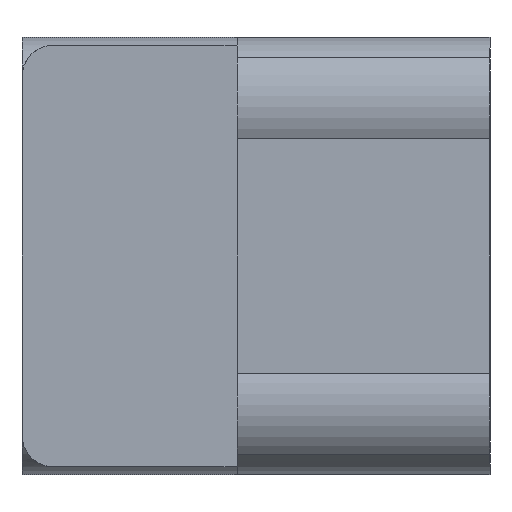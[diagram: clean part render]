
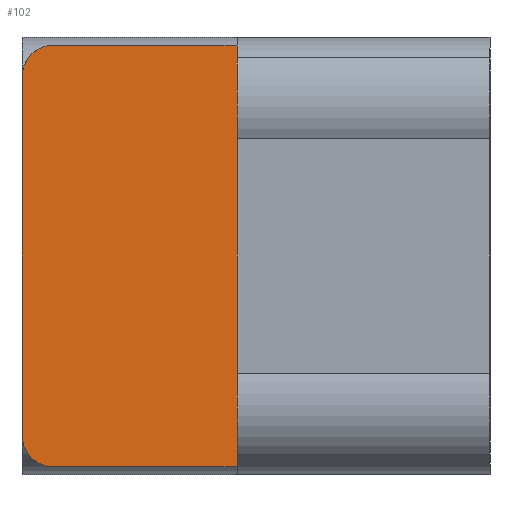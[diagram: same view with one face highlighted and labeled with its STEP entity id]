
A CAD part, left-side view. The second image highlights one B-rep face of the part: STEP entity #102.
In plain terms, the highlighted planar face has unit normal (-1, 0, 0).
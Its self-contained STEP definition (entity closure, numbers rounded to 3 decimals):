
#102=ADVANCED_FACE('',(#179),#180,.F.);
#179=FACE_OUTER_BOUND('',#285,.T.);
#180=PLANE('',#286);
#285=EDGE_LOOP('',(#533,#534,#535,#536,#537,#538));
#286=AXIS2_PLACEMENT_3D('',#539,#540,#541);
#533=ORIENTED_EDGE('',*,*,#805,.F.);
#534=ORIENTED_EDGE('',*,*,#806,.F.);
#535=ORIENTED_EDGE('',*,*,#799,.F.);
#536=ORIENTED_EDGE('',*,*,#807,.T.);
#537=ORIENTED_EDGE('',*,*,#803,.F.);
#538=ORIENTED_EDGE('',*,*,#808,.T.);
#539=CARTESIAN_POINT('',(-8.0,21.846,0.));
#540=DIRECTION('',(1.0,0.0,0.));
#541=DIRECTION('',(0.,0.0,-1.0));
#799=EDGE_CURVE('',#983,#985,#986,.T.);
#803=EDGE_CURVE('',#991,#993,#994,.T.);
#805=EDGE_CURVE('',#996,#997,#998,.T.);
#806=EDGE_CURVE('',#985,#996,#999,.T.);
#807=EDGE_CURVE('',#983,#993,#1000,.T.);
#808=EDGE_CURVE('',#991,#997,#1001,.T.);
#983=VERTEX_POINT('',#1383);
#985=VERTEX_POINT('',#1386);
#986=CIRCLE('',#1387,3.0);
#991=VERTEX_POINT('',#1415);
#993=VERTEX_POINT('',#1418);
#994=CIRCLE('',#1419,3.0);
#996=VERTEX_POINT('',#1422);
#997=VERTEX_POINT('',#1423);
#998=LINE('',#1424,#1425);
#999=LINE('',#1426,#1427);
#1000=LINE('',#1428,#1429);
#1001=LINE('',#1430,#1431);
#1383=CARTESIAN_POINT('',(-8.0,44.4,17.0));
#1386=CARTESIAN_POINT('',(-8.0,41.4,20.0));
#1387=AXIS2_PLACEMENT_3D('',#1646,#1647,#1648);
#1415=CARTESIAN_POINT('',(-8.0,41.4,-20.0));
#1418=CARTESIAN_POINT('',(-8.0,44.4,-17.0));
#1419=AXIS2_PLACEMENT_3D('',#1651,#1652,#1653);
#1422=CARTESIAN_POINT('',(-8.0,24.0,20.0));
#1423=CARTESIAN_POINT('',(-8.0,24.0,-20.0));
#1424=CARTESIAN_POINT('',(-8.0,24.0,0.));
#1425=VECTOR('',#1655,1.0);
#1426=CARTESIAN_POINT('',(-8.0,41.4,20.0));
#1427=VECTOR('',#1656,1.0);
#1428=CARTESIAN_POINT('',(-8.0,44.4,17.0));
#1429=VECTOR('',#1657,1.0);
#1430=CARTESIAN_POINT('',(-8.0,41.4,-20.0));
#1431=VECTOR('',#1658,1.0);
#1646=CARTESIAN_POINT('',(-8.0,41.4,17.0));
#1647=DIRECTION('',(1.0,0.0,0.));
#1648=DIRECTION('',(0.,0.0,-1.0));
#1651=CARTESIAN_POINT('',(-8.0,41.4,-17.0));
#1652=DIRECTION('',(1.0,0.0,0.));
#1653=DIRECTION('',(0.,0.0,-1.0));
#1655=DIRECTION('',(0.,0.0,-1.0));
#1656=DIRECTION('',(0.,-1.0,0.));
#1657=DIRECTION('',(0.,0.0,-1.0));
#1658=DIRECTION('',(0.,-1.0,0.));
